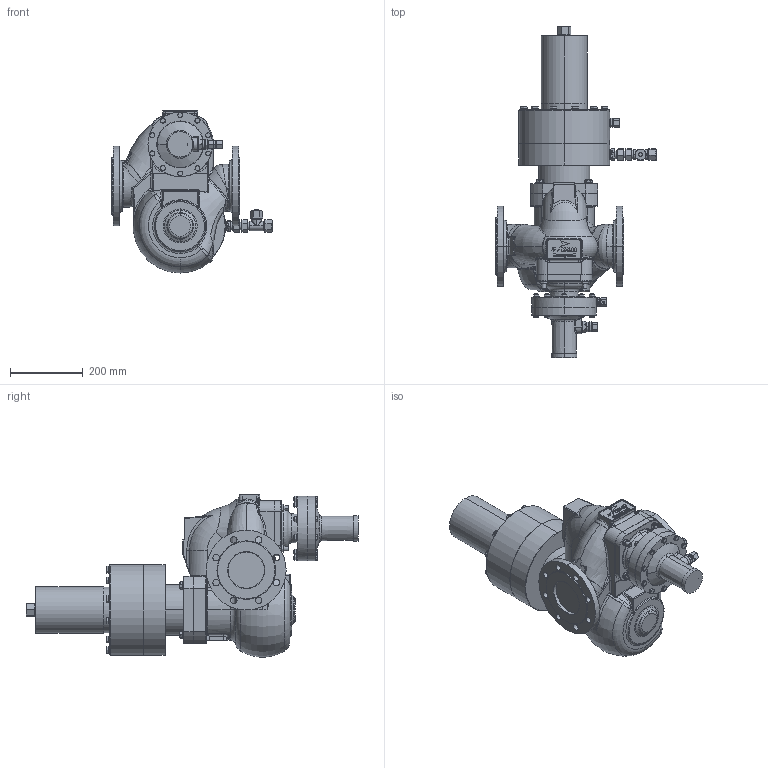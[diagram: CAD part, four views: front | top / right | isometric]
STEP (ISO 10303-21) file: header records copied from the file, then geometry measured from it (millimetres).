
FILE_DESCRIPTION (( 'STEP AP214' ), '1' );
FILE_NAME ('HON380_DN100_DN100_PN16_X_HON674_R_RE0.STEP', '2022-08-22T12:27:30', ( '' ), ( '' ), 'SwSTEP 2.0', 'SolidWorks 2019', '' );
FILE_SCHEMA (( 'AUTOMOTIVE_DESIGN' ));
Length unit declared in the file: millimetre
Products named in the file (1): HON380_DN100_DN100_PN16_X_HON674_R_RE0
Bounding box: 441.12 x 915.16 x 446.65 mm (x, y, z)
Volume: 33375513.1 mm3; surface area: 1102953.7 mm2
Topology: 1 solids, 1 shells, 2507 faces, 6079 edges, 3732 vertices
Faces by surface type: plane 1066, cone 470, bspline 452, cylinder 429, torus 82, sphere 8
Entity records: 134322 total; most frequent: CARTESIAN_POINT 76751, ORIENTED_EDGE 12080, DIRECTION 9909, EDGE_CURVE 6040, VERTEX_POINT 3732, AXIS2_PLACEMENT_3D 3732, EDGE_LOOP 2756, ADVANCED_FACE 2507
